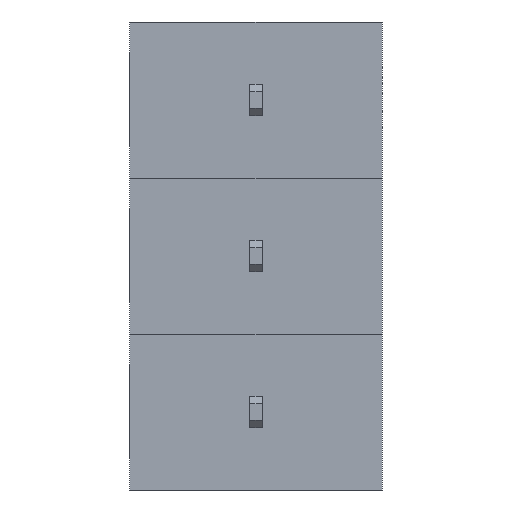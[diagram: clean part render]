
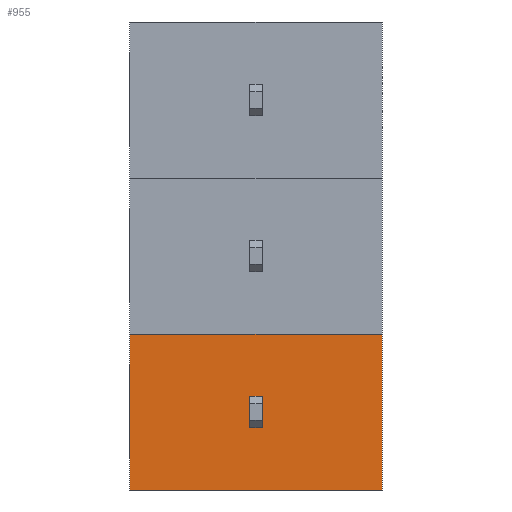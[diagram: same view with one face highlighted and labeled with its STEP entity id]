
A CAD part, front view. The second image highlights one B-rep face of the part: STEP entity #955.
In plain terms, the highlighted planar face has unit normal (0, -1, 0).
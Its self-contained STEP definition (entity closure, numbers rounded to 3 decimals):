
#87 = PLANE('',#88);
#88 = AXIS2_PLACEMENT_3D('',#89,#90,#91);
#89 = CARTESIAN_POINT('',(-1.762,10.,2.5));
#90 = DIRECTION('',(0.,0.,1.));
#91 = DIRECTION('',(1.,0.,0.));
#141 = PLANE('',#142);
#142 = AXIS2_PLACEMENT_3D('',#143,#144,#145);
#143 = CARTESIAN_POINT('',(-1.762,10.,-2.5));
#144 = DIRECTION('',(0.,0.,1.));
#145 = DIRECTION('',(1.,0.,0.));
#319 = VERTEX_POINT('',#320);
#320 = CARTESIAN_POINT('',(4.05,0.,-2.5));
#334 = PLANE('',#335);
#335 = AXIS2_PLACEMENT_3D('',#336,#337,#338);
#336 = CARTESIAN_POINT('',(4.05,3.5,-2.5));
#337 = DIRECTION('',(1.,0.,0.));
#338 = DIRECTION('',(0.,-1.,0.));
#346 = EDGE_CURVE('',#319,#347,#349,.T.);
#347 = VERTEX_POINT('',#348);
#348 = CARTESIAN_POINT('',(-4.05,0.,-2.5));
#349 = SURFACE_CURVE('',#350,(#354,#361),.PCURVE_S1.);
#350 = LINE('',#351,#352);
#351 = CARTESIAN_POINT('',(4.05,0.,-2.5));
#352 = VECTOR('',#353,1.);
#353 = DIRECTION('',(-1.,0.,0.));
#354 = PCURVE('',#141,#355);
#355 = DEFINITIONAL_REPRESENTATION('',(#356),#360);
#356 = LINE('',#357,#358);
#357 = CARTESIAN_POINT('',(5.812,-10.));
#358 = VECTOR('',#359,1.);
#359 = DIRECTION('',(-1.,0.));
#360 = ( GEOMETRIC_REPRESENTATION_CONTEXT(2) 
PARAMETRIC_REPRESENTATION_CONTEXT() REPRESENTATION_CONTEXT('2D SPACE',''
  ) );
#361 = PCURVE('',#362,#367);
#362 = PLANE('',#363);
#363 = AXIS2_PLACEMENT_3D('',#364,#365,#366);
#364 = CARTESIAN_POINT('',(4.05,0.,-2.5));
#365 = DIRECTION('',(0.,-1.,0.));
#366 = DIRECTION('',(-1.,0.,0.));
#367 = DEFINITIONAL_REPRESENTATION('',(#368),#372);
#368 = LINE('',#369,#370);
#369 = CARTESIAN_POINT('',(0.,0.));
#370 = VECTOR('',#371,1.);
#371 = DIRECTION('',(1.,0.));
#372 = ( GEOMETRIC_REPRESENTATION_CONTEXT(2) 
PARAMETRIC_REPRESENTATION_CONTEXT() REPRESENTATION_CONTEXT('2D SPACE',''
  ) );
#390 = PLANE('',#391);
#391 = AXIS2_PLACEMENT_3D('',#392,#393,#394);
#392 = CARTESIAN_POINT('',(-4.05,0.,-2.5));
#393 = DIRECTION('',(-1.,0.,0.));
#394 = DIRECTION('',(0.,1.,0.));
#533 = VERTEX_POINT('',#534);
#534 = CARTESIAN_POINT('',(4.05,0.,2.5));
#555 = EDGE_CURVE('',#533,#556,#558,.T.);
#556 = VERTEX_POINT('',#557);
#557 = CARTESIAN_POINT('',(-4.05,0.,2.5));
#558 = SURFACE_CURVE('',#559,(#563,#570),.PCURVE_S1.);
#559 = LINE('',#560,#561);
#560 = CARTESIAN_POINT('',(4.05,0.,2.5));
#561 = VECTOR('',#562,1.);
#562 = DIRECTION('',(-1.,0.,0.));
#563 = PCURVE('',#87,#564);
#564 = DEFINITIONAL_REPRESENTATION('',(#565),#569);
#565 = LINE('',#566,#567);
#566 = CARTESIAN_POINT('',(5.812,-10.));
#567 = VECTOR('',#568,1.);
#568 = DIRECTION('',(-1.,0.));
#569 = ( GEOMETRIC_REPRESENTATION_CONTEXT(2) 
PARAMETRIC_REPRESENTATION_CONTEXT() REPRESENTATION_CONTEXT('2D SPACE',''
  ) );
#570 = PCURVE('',#362,#571);
#571 = DEFINITIONAL_REPRESENTATION('',(#572),#576);
#572 = LINE('',#573,#574);
#573 = CARTESIAN_POINT('',(0.,-5.));
#574 = VECTOR('',#575,1.);
#575 = DIRECTION('',(1.,0.));
#576 = ( GEOMETRIC_REPRESENTATION_CONTEXT(2) 
PARAMETRIC_REPRESENTATION_CONTEXT() REPRESENTATION_CONTEXT('2D SPACE',''
  ) );
#934 = EDGE_CURVE('',#319,#533,#935,.T.);
#935 = SURFACE_CURVE('',#936,(#940,#947),.PCURVE_S1.);
#936 = LINE('',#937,#938);
#937 = CARTESIAN_POINT('',(4.05,0.,-2.5));
#938 = VECTOR('',#939,1.);
#939 = DIRECTION('',(0.,0.,1.));
#940 = PCURVE('',#334,#941);
#941 = DEFINITIONAL_REPRESENTATION('',(#942),#946);
#942 = LINE('',#943,#944);
#943 = CARTESIAN_POINT('',(3.5,0.));
#944 = VECTOR('',#945,1.);
#945 = DIRECTION('',(0.,-1.));
#946 = ( GEOMETRIC_REPRESENTATION_CONTEXT(2) 
PARAMETRIC_REPRESENTATION_CONTEXT() REPRESENTATION_CONTEXT('2D SPACE',''
  ) );
#947 = PCURVE('',#362,#948);
#948 = DEFINITIONAL_REPRESENTATION('',(#949),#953);
#949 = LINE('',#950,#951);
#950 = CARTESIAN_POINT('',(0.,0.));
#951 = VECTOR('',#952,1.);
#952 = DIRECTION('',(0.,-1.));
#953 = ( GEOMETRIC_REPRESENTATION_CONTEXT(2) 
PARAMETRIC_REPRESENTATION_CONTEXT() REPRESENTATION_CONTEXT('2D SPACE',''
  ) );
#955 = ADVANCED_FACE('',(#956),#362,.T.);
#956 = FACE_BOUND('',#957,.T.);
#957 = EDGE_LOOP('',(#958,#959,#960,#981));
#958 = ORIENTED_EDGE('',*,*,#934,.T.);
#959 = ORIENTED_EDGE('',*,*,#555,.T.);
#960 = ORIENTED_EDGE('',*,*,#961,.F.);
#961 = EDGE_CURVE('',#347,#556,#962,.T.);
#962 = SURFACE_CURVE('',#963,(#967,#974),.PCURVE_S1.);
#963 = LINE('',#964,#965);
#964 = CARTESIAN_POINT('',(-4.05,0.,-2.5));
#965 = VECTOR('',#966,1.);
#966 = DIRECTION('',(0.,0.,1.));
#967 = PCURVE('',#362,#968);
#968 = DEFINITIONAL_REPRESENTATION('',(#969),#973);
#969 = LINE('',#970,#971);
#970 = CARTESIAN_POINT('',(8.1,0.));
#971 = VECTOR('',#972,1.);
#972 = DIRECTION('',(0.,-1.));
#973 = ( GEOMETRIC_REPRESENTATION_CONTEXT(2) 
PARAMETRIC_REPRESENTATION_CONTEXT() REPRESENTATION_CONTEXT('2D SPACE',''
  ) );
#974 = PCURVE('',#390,#975);
#975 = DEFINITIONAL_REPRESENTATION('',(#976),#980);
#976 = LINE('',#977,#978);
#977 = CARTESIAN_POINT('',(0.,0.));
#978 = VECTOR('',#979,1.);
#979 = DIRECTION('',(0.,-1.));
#980 = ( GEOMETRIC_REPRESENTATION_CONTEXT(2) 
PARAMETRIC_REPRESENTATION_CONTEXT() REPRESENTATION_CONTEXT('2D SPACE',''
  ) );
#981 = ORIENTED_EDGE('',*,*,#346,.F.);
